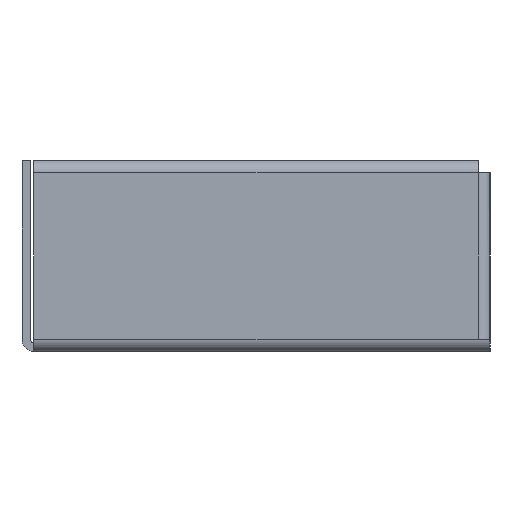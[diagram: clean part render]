
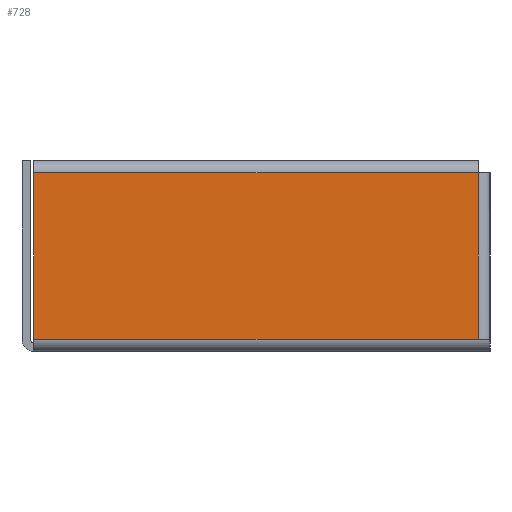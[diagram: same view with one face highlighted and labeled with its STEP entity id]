
A CAD part, left-side view. The second image highlights one B-rep face of the part: STEP entity #728.
In plain terms, the highlighted planar face has unit normal (-1, 0, 0).
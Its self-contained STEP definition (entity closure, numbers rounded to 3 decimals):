
#203 = VERTEX_POINT('',#204);
#204 = CARTESIAN_POINT('',(-218.542,-48.158,2.642));
#210 = EDGE_CURVE('',#203,#211,#213,.T.);
#211 = VERTEX_POINT('',#212);
#212 = CARTESIAN_POINT('',(-218.542,50.8,2.642));
#213 = LINE('',#214,#215);
#214 = CARTESIAN_POINT('',(-218.542,-50.8,2.642));
#215 = VECTOR('',#216,1.);
#216 = DIRECTION('',(0.,1.,0.));
#660 = EDGE_CURVE('',#661,#211,#663,.T.);
#661 = VERTEX_POINT('',#662);
#662 = CARTESIAN_POINT('',(-218.542,50.8,39.778));
#663 = LINE('',#664,#665);
#664 = CARTESIAN_POINT('',(-218.542,50.8,39.778));
#665 = VECTOR('',#666,1.);
#666 = DIRECTION('',(0.,0.,-1.));
#728 = ADVANCED_FACE('',(#729),#747,.T.);
#729 = FACE_BOUND('',#730,.T.);
#730 = EDGE_LOOP('',(#731,#732,#740,#746));
#731 = ORIENTED_EDGE('',*,*,#210,.F.);
#732 = ORIENTED_EDGE('',*,*,#733,.T.);
#733 = EDGE_CURVE('',#203,#734,#736,.T.);
#734 = VERTEX_POINT('',#735);
#735 = CARTESIAN_POINT('',(-218.542,-48.158,39.778));
#736 = LINE('',#737,#738);
#737 = CARTESIAN_POINT('',(-218.542,-48.158,2.642));
#738 = VECTOR('',#739,1.);
#739 = DIRECTION('',(0.,0.,1.));
#740 = ORIENTED_EDGE('',*,*,#741,.T.);
#741 = EDGE_CURVE('',#734,#661,#742,.T.);
#742 = LINE('',#743,#744);
#743 = CARTESIAN_POINT('',(-218.542,-48.158,39.778));
#744 = VECTOR('',#745,1.);
#745 = DIRECTION('',(0.,1.,0.));
#746 = ORIENTED_EDGE('',*,*,#660,.T.);
#747 = PLANE('',#748);
#748 = AXIS2_PLACEMENT_3D('',#749,#750,#751);
#749 = CARTESIAN_POINT('',(-218.542,1.321,21.21));
#750 = DIRECTION('',(-1.,-0.,0.));
#751 = DIRECTION('',(0.,0.,1.));
